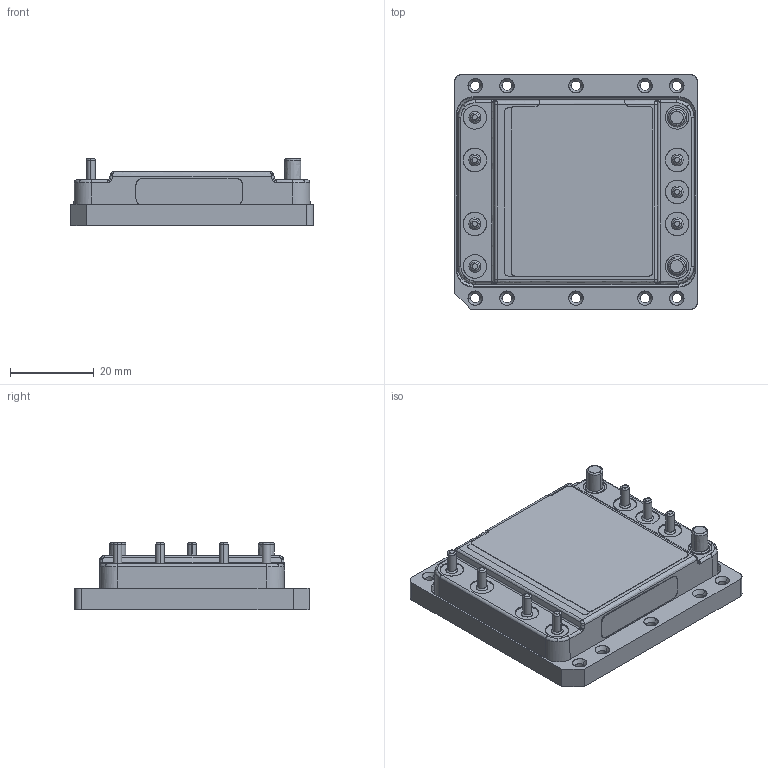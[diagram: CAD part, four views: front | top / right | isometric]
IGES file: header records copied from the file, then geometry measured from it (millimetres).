
Start section: SolidWorks IGES file using analytic representation for surfaces
Global section: file name: 37206r1-VxxBxxxxxxBL2P.igs; native system: SolidWorks 2011; preprocessor: SolidWorks 2011; author: kkamath; date: 110322.121304; units: inch
Bounding box: 58.09 x 56.05 x 16.08 mm (x, y, z)
Surface area: 11262.7 mm2 (no closed solid volume)
Topology: 0 solids, 0 shells, 400 faces, 4754 edges, 4754 vertices
Faces by surface type: revolution 223, bspline 177
